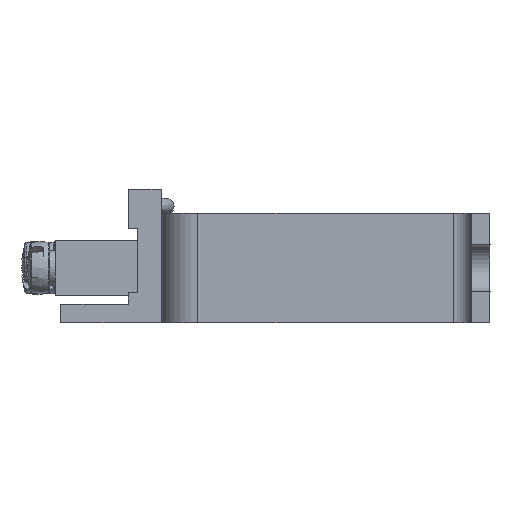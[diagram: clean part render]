
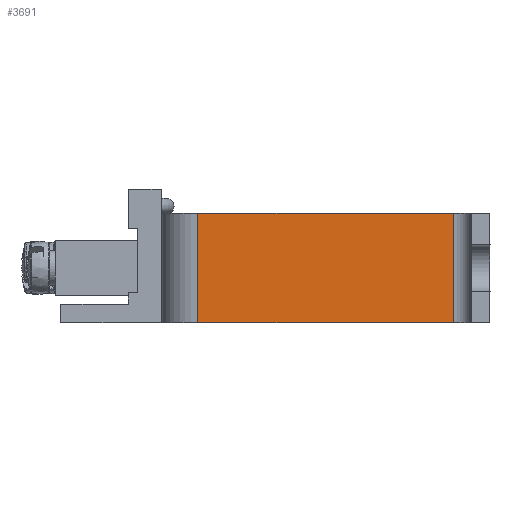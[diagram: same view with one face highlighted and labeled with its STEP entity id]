
A CAD part, left-side view. The second image highlights one B-rep face of the part: STEP entity #3691.
In plain terms, the highlighted planar face has unit normal (-1, 0, 0).
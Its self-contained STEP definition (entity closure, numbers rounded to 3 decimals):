
#340=LINE('',#6930,#552);
#348=LINE('',#6946,#560);
#356=LINE('',#6969,#568);
#357=LINE('',#6973,#569);
#552=VECTOR('',#5143,12.);
#560=VECTOR('',#5157,28.);
#568=VECTOR('',#5189,12.);
#569=VECTOR('',#5196,28.);
#677=PLANE('',#4129);
#1280=FACE_OUTER_BOUND('',#1656,.T.);
#1656=EDGE_LOOP('',(#3322,#3323,#3324,#3325));
#2008=VERTEX_POINT('',#6919);
#2009=VERTEX_POINT('',#6923);
#2014=VERTEX_POINT('',#6944);
#2017=VERTEX_POINT('',#6968);
#2430=EDGE_CURVE('',#2008,#2009,#340,.T.);
#2438=EDGE_CURVE('',#2014,#2009,#348,.T.);
#2450=EDGE_CURVE('',#2014,#2017,#356,.T.);
#2453=EDGE_CURVE('',#2008,#2017,#357,.T.);
#3322=ORIENTED_EDGE('',*,*,#2430,.T.);
#3323=ORIENTED_EDGE('',*,*,#2438,.F.);
#3324=ORIENTED_EDGE('',*,*,#2450,.T.);
#3325=ORIENTED_EDGE('',*,*,#2453,.F.);
#3691=ADVANCED_FACE('',(#1280),#677,.T.);
#4129=AXIS2_PLACEMENT_3D('',#6980,#5207,#5208);
#5143=DIRECTION('',(0.,-1.,0.));
#5157=DIRECTION('',(0.,0.,-1.));
#5189=DIRECTION('',(0.,1.,0.));
#5196=DIRECTION('',(0.,0.,1.));
#5207=DIRECTION('center_axis',(-1.,0.,0.));
#5208=DIRECTION('ref_axis',(0.,0.,1.));
#6919=CARTESIAN_POINT('',(-113.,6.,-30.));
#6923=CARTESIAN_POINT('',(-113.,-6.,-30.));
#6930=CARTESIAN_POINT('',(-113.,-3.,-30.));
#6944=CARTESIAN_POINT('',(-113.,-6.,-2.));
#6946=CARTESIAN_POINT('',(-113.,-6.,-2.));
#6968=CARTESIAN_POINT('',(-113.,6.,-2.));
#6969=CARTESIAN_POINT('',(-113.,0.,-2.));
#6973=CARTESIAN_POINT('',(-113.,6.,7.048));
#6980=CARTESIAN_POINT('Origin',(-113.,0.,-15.738));
